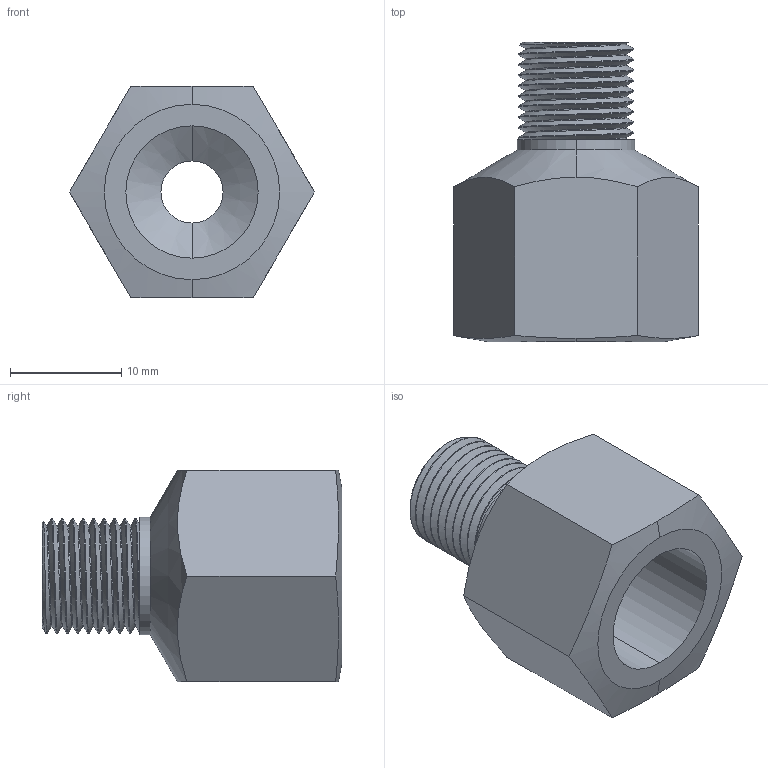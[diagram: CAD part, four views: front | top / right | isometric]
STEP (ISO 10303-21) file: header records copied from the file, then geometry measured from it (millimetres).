
FILE_DESCRIPTION (( 'STEP AP214' ), '1' );
FILE_NAME ('BFMFR-14N-18N.step', '2016-02-24T20:31:17', ( '' ), ( '' ), 'SwSTEP 2.0', 'SolidWorks 2015', '' );
FILE_SCHEMA (( 'AUTOMOTIVE_DESIGN' ));
Length unit declared in the file: inch
Products named in the file (1): BFMFR-14N-18N
Bounding box: 22 x 26.92 x 19.05 mm (x, y, z)
Volume: 3728.1 mm3; surface area: 2839.7 mm2
Topology: 1 solids, 2 shells, 52 faces, 134 edges, 87 vertices
Faces by surface type: cylinder 25, plane 11, cone 9, bspline 7
Entity records: 4888 total; most frequent: CARTESIAN_POINT 3755, ORIENTED_EDGE 268, DIRECTION 169, EDGE_CURVE 134, VERTEX_POINT 87, AXIS2_PLACEMENT_3D 65, EDGE_LOOP 55, FACE_OUTER_BOUND 52
